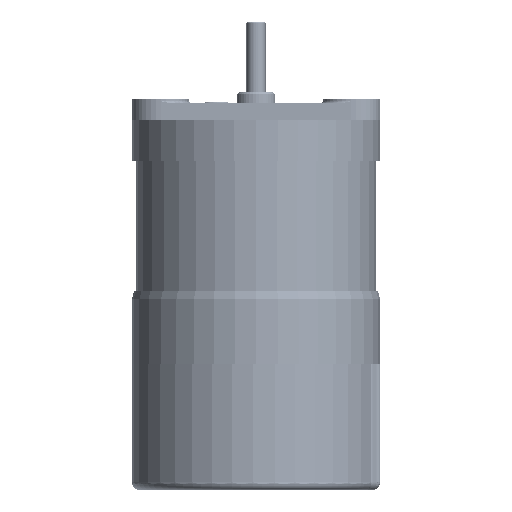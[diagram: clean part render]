
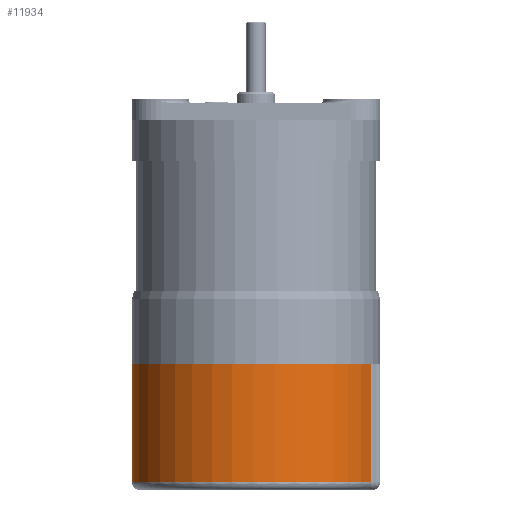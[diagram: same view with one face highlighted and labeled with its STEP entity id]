
A CAD part, left-side view. The second image highlights one B-rep face of the part: STEP entity #11934.
In plain terms, the highlighted cylindrical face has radius 32.5 mm (diameter 65 mm), a partial arc.
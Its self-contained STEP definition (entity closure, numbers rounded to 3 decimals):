
#11832=CARTESIAN_POINT('',(12.311,-30.078,2.0));
#11833=VERTEX_POINT('',#11832);
#11876=CARTESIAN_POINT('',(12.311,-30.078,33.0));
#11877=VERTEX_POINT('',#11876);
#11878=CARTESIAN_POINT('',(12.311,-30.078,2.0));
#11879=DIRECTION('',(0.0,0.0,1.0));
#11880=VECTOR('',#11879,31.0);
#11881=LINE('',#11878,#11880);
#11882=EDGE_CURVE('',#11833,#11877,#11881,.T.);
#11902=CARTESIAN_POINT('',(0.0,0.0,0.0));
#11903=DIRECTION('',(0.0,0.0,1.0));
#11904=DIRECTION('',(0.369,-0.929,0.0));
#11905=AXIS2_PLACEMENT_3D('',#11902,#11903,#11904);
#11906=CYLINDRICAL_SURFACE('',#11905,32.5);
#11907=ORIENTED_EDGE('',*,*,#11882,.F.);
#11908=CARTESIAN_POINT('',(-12.311,-30.078,2.0));
#11909=VERTEX_POINT('',#11908);
#11910=CARTESIAN_POINT('',(0.0,0.0,2.0));
#11911=DIRECTION('',(0.0,0.0,-1.0));
#11912=DIRECTION('',(0.0,1.0,0.0));
#11913=AXIS2_PLACEMENT_3D('',#11910,#11911,#11912);
#11914=CIRCLE('',#11913,32.5);
#11915=EDGE_CURVE('',#11909,#11833,#11914,.T.);
#11916=ORIENTED_EDGE('',*,*,#11915,.F.);
#11917=CARTESIAN_POINT('',(-12.311,-30.078,33.0));
#11918=VERTEX_POINT('',#11917);
#11919=CARTESIAN_POINT('',(-12.311,-30.078,33.0));
#11920=DIRECTION('',(0.0,0.0,-1.0));
#11921=VECTOR('',#11920,31.0);
#11922=LINE('',#11919,#11921);
#11923=EDGE_CURVE('',#11918,#11909,#11922,.T.);
#11924=ORIENTED_EDGE('',*,*,#11923,.F.);
#11925=CARTESIAN_POINT('',(0.0,0.0,33.0));
#11926=DIRECTION('',(0.0,0.0,-1.));
#11927=DIRECTION('',(0.369,-0.929,0.0));
#11928=AXIS2_PLACEMENT_3D('',#11925,#11926,#11927);
#11929=CIRCLE('',#11928,32.5);
#11930=EDGE_CURVE('',#11918,#11877,#11929,.T.);
#11931=ORIENTED_EDGE('',*,*,#11930,.T.);
#11932=EDGE_LOOP('',(#11907,#11916,#11924,#11931));
#11933=FACE_OUTER_BOUND('',#11932,.T.);
#11934=ADVANCED_FACE('',(#11933),#11906,.T.);
